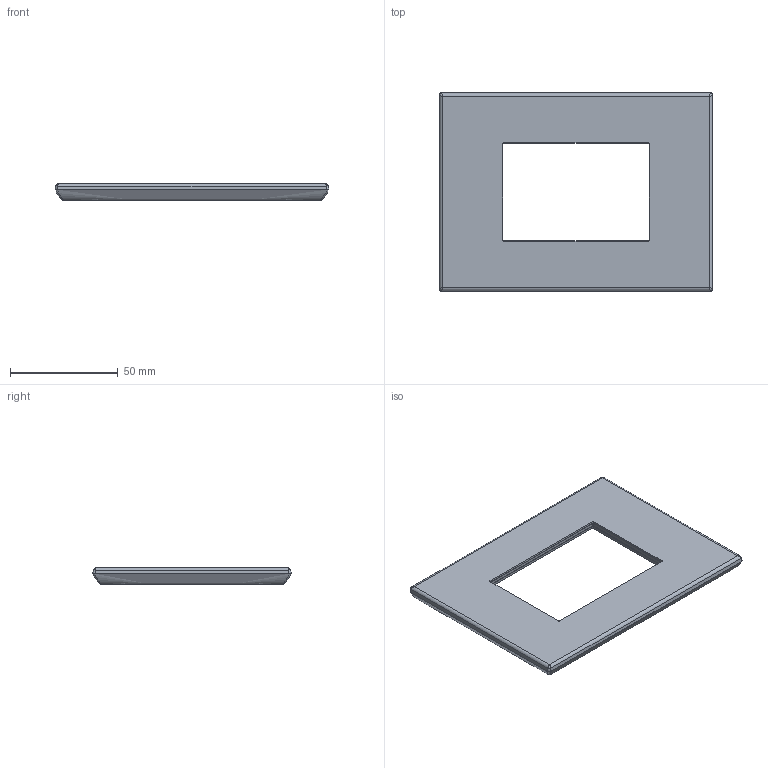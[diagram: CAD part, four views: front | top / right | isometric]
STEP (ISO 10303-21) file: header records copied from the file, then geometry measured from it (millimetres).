
FILE_DESCRIPTION(('CATIA V5 STEP Exchange','CAx-IF Rec.Pracs.--- Model Styling and Organization---1.5--- 2016-08-15','CAx-IF Rec.Pracs.---Supplemental Geometry---1.0---2011-11-01','CAx-IF Rec.Pracs.--- Composite Materials ---1.1---2010-07-15'),'2;1');
FILE_NAME('571413.stp','2023-06-07T09:13:16+00:00',('none'),('none'),'CATIA Version 5-6 Release 2020 SP3','CATIA V5 STEP AP214 v2','none');
FILE_SCHEMA(('AUTOMOTIVE_DESIGN { 1 0 10303 214 1 1 1 1 }'));
Length unit declared in the file: millimetre
Products named in the file (1): Part1
Bounding box: 127 x 92 x 7.7 mm (x, y, z)
Volume: 39031.4 mm3; surface area: 38504.6 mm2
Topology: 2 solids, 2 shells, 426 faces, 1184 edges, 762 vertices
Faces by surface type: cone 152, plane 114, torus 88, bspline 28, cylinder 24, sphere 12, extrusion 8
Entity records: 15059 total; most frequent: CARTESIAN_POINT 5841, ORIENTED_EDGE 2336, DIRECTION 1188, EDGE_CURVE 1168, VERTEX_POINT 762, AXIS2_PLACEMENT_3D 601, B_SPLINE_CURVE_WITH_KNOTS 588, EDGE_LOOP 450
